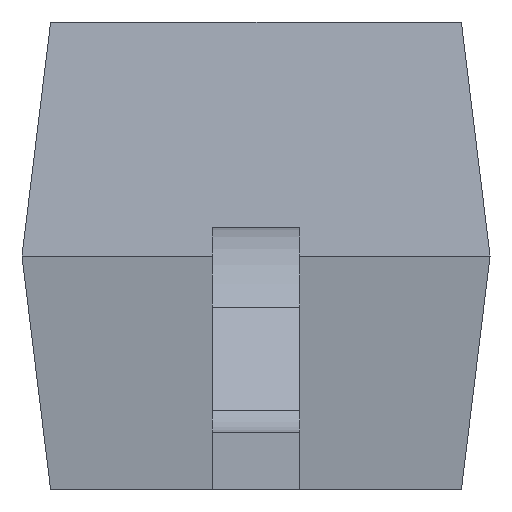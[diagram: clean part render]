
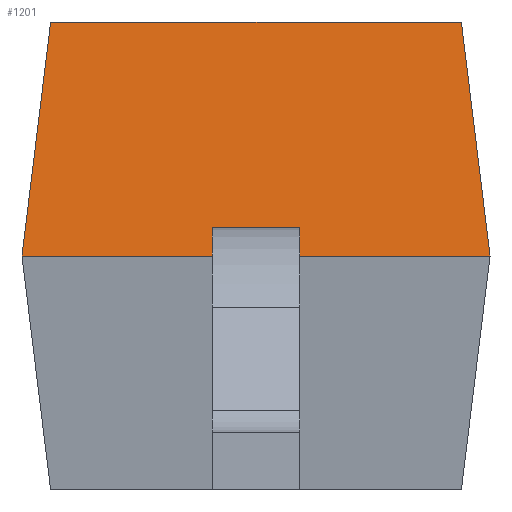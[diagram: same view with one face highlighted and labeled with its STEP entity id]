
A CAD part, left-side view. The second image highlights one B-rep face of the part: STEP entity #1201.
In plain terms, the highlighted planar face has unit normal (-0.993, 0, 0.121).
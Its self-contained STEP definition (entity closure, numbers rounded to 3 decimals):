
#1058=CARTESIAN_POINT('',(-5.715,-1.145,1.145));
#1059=VERTEX_POINT('',#1058);
#1089=CARTESIAN_POINT('',(-5.715,1.145,1.145));
#1090=VERTEX_POINT('',#1089);
#1091=CARTESIAN_POINT('',(-5.715,1.145,1.145));
#1092=DIRECTION('',(0.0,-1.0,0.0));
#1093=VECTOR('',#1092,2.29);
#1094=LINE('',#1091,#1093);
#1095=EDGE_CURVE('',#1090,#1059,#1094,.T.);
#1171=CARTESIAN_POINT('',(-5.645,0.0,1.718));
#1172=DIRECTION('',(-0.993,0.0,0.121));
#1173=DIRECTION('',(0.121,0.0,0.993));
#1174=AXIS2_PLACEMENT_3D('',#1171,#1172,#1173);
#1175=PLANE('',#1174);
#1176=CARTESIAN_POINT('',(-5.575,-1.005,2.29));
#1177=VERTEX_POINT('',#1176);
#1178=CARTESIAN_POINT('',(-5.575,1.005,2.29));
#1179=VERTEX_POINT('',#1178);
#1180=CARTESIAN_POINT('',(-5.575,-1.005,2.29));
#1181=DIRECTION('',(0.0,1.0,0.0));
#1182=VECTOR('',#1181,2.01);
#1183=LINE('',#1180,#1182);
#1184=EDGE_CURVE('',#1177,#1179,#1183,.T.);
#1185=ORIENTED_EDGE('',*,*,#1184,.T.);
#1186=CARTESIAN_POINT('',(-5.575,1.005,2.29));
#1187=DIRECTION('',(-0.12,0.12,-0.985));
#1188=VECTOR('',#1187,1.162);
#1189=LINE('',#1186,#1188);
#1190=EDGE_CURVE('',#1179,#1090,#1189,.T.);
#1191=ORIENTED_EDGE('',*,*,#1190,.T.);
#1192=ORIENTED_EDGE('',*,*,#1095,.T.);
#1193=CARTESIAN_POINT('',(-5.575,-1.005,2.29));
#1194=DIRECTION('',(-0.12,-0.12,-0.985));
#1195=VECTOR('',#1194,1.162);
#1196=LINE('',#1193,#1195);
#1197=EDGE_CURVE('',#1177,#1059,#1196,.T.);
#1198=ORIENTED_EDGE('',*,*,#1197,.F.);
#1199=EDGE_LOOP('',(#1185,#1191,#1192,#1198));
#1200=FACE_OUTER_BOUND('',#1199,.T.);
#1201=ADVANCED_FACE('',(#1200),#1175,.T.);
